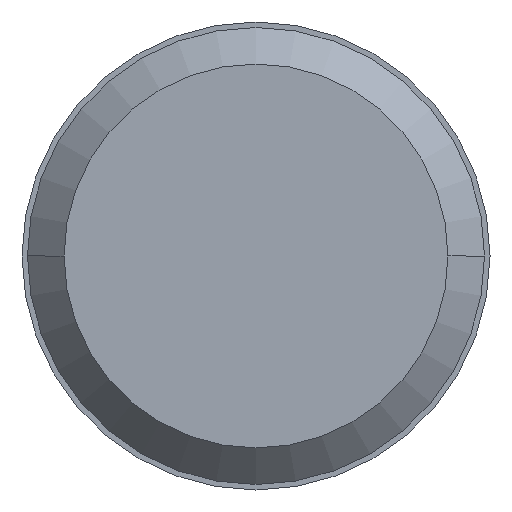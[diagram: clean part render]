
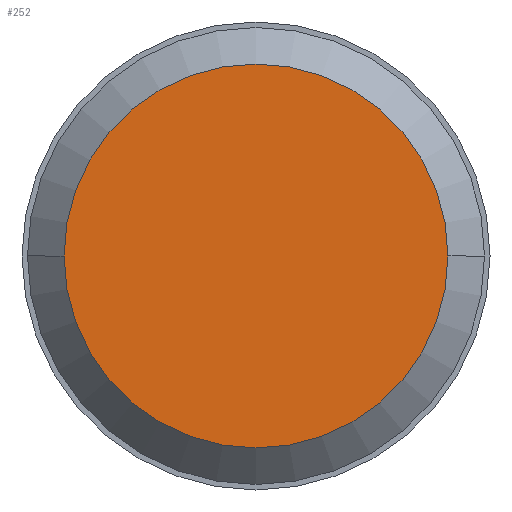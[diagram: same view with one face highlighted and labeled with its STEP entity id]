
A CAD part, front view. The second image highlights one B-rep face of the part: STEP entity #252.
In plain terms, the highlighted planar face has unit normal (0, -1, 0).
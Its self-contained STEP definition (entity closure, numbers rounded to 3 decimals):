
#232=CARTESIAN_POINT('POINT15',(0.105,-1.5,
   0.));
#233=VERTEX_POINT('VERTEX15',#232);
#234=CARTESIAN_POINT('POINT16',(-0.105,-1.5,
   0.));
#235=VERTEX_POINT('VERTEX16',#234);
#236=CARTESIAN_POINT('POS23',(0.,-1.5,0.));
#237=DIRECTION('DIR37',(0.,-1.,0.));
#238=DIRECTION('DIR38',(-1.,0.,0.));
#239=AXIS2_PLACEMENT_3D('AXIS15',#236,#237,#238);
#240=CIRCLE('ELLIPSE8',#239,0.105);
#241=EDGE_CURVE('EDGE23',#233,#235,#240,.T.);
#242=ORIENTED_EDGE('COEDGE43',*,*,#241,.T.);
#243=EDGE_CURVE('EDGE24',#235,#233,#240,.T.);
#244=ORIENTED_EDGE('COEDGE44',*,*,#243,.T.);
#245=EDGE_LOOP('NONE',(#242,#244));
#246=FACE_BOUND('LOOP1',#245,.T.);
#247=CARTESIAN_POINT('POS24',(0.,-1.5,0.));
#248=DIRECTION('DIR39',(0.,-1.,0.));
#249=DIRECTION('DIR40',(1.,0.,0.));
#250=AXIS2_PLACEMENT_3D('AXIS16',#247,#248,#249);
#251=PLANE('PLANE4',#250);
#252=ADVANCED_FACE('FACE12',(#246),#251,.T.);
